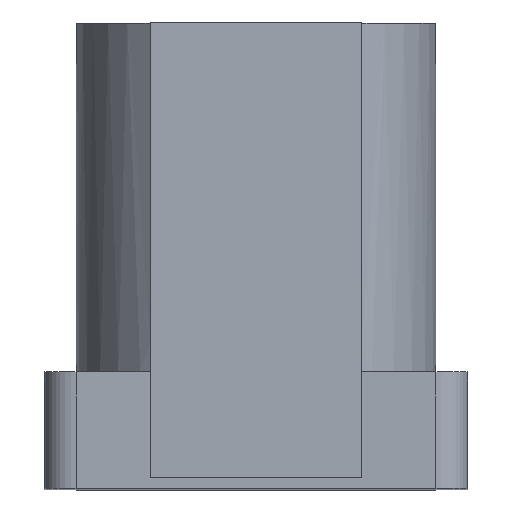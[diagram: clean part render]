
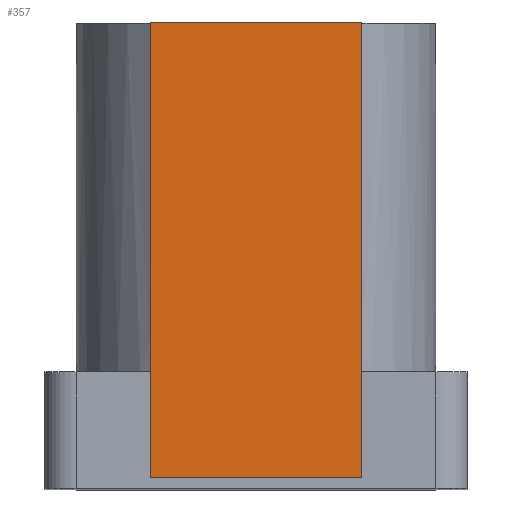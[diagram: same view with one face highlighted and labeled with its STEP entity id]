
A CAD part, top view. The second image highlights one B-rep face of the part: STEP entity #357.
In plain terms, the highlighted planar face has unit normal (0, 0, 1).
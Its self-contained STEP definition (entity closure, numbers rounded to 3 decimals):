
#195=EDGE_CURVE('',#281,#289,#499,.T.);
#203=EDGE_CURVE('',#427,#289,#507,.T.);
#281=VERTEX_POINT('',#596);
#287=VERTEX_POINT('',#604);
#289=VERTEX_POINT('',#606);
#357=ADVANCED_FACE('',(#678),#679,.T.);
#359=EDGE_CURVE('',#287,#427,#681,.T.);
#427=VERTEX_POINT('',#759);
#449=EDGE_CURVE('',#287,#281,#782,.T.);
#499=LINE('',#835,#836);
#507=LINE('',#849,#850);
#596=CARTESIAN_POINT('',(5.0,0.5,40.0));
#604=CARTESIAN_POINT('',(5.0,22.0,40.0));
#606=CARTESIAN_POINT('',(-5.0,0.5,40.0));
#678=FACE_OUTER_BOUND('',#1074,.T.);
#679=PLANE('',#1075);
#681=LINE('',#1078,#1079);
#759=CARTESIAN_POINT('',(-5.0,22.0,40.0));
#782=LINE('',#1214,#1215);
#835=CARTESIAN_POINT('',(5.0,0.5,40.0));
#836=VECTOR('',#1253,1.0);
#849=CARTESIAN_POINT('',(-5.0,22.0,40.0));
#850=VECTOR('',#1256,1.0);
#1074=EDGE_LOOP('',(#1451,#1452,#1453,#1454));
#1075=AXIS2_PLACEMENT_3D('',#1455,#1456,#1457);
#1078=CARTESIAN_POINT('',(5.0,22.0,40.0));
#1079=VECTOR('',#1458,1.0);
#1214=CARTESIAN_POINT('',(5.0,22.0,40.0));
#1215=VECTOR('',#1587,1.0);
#1253=DIRECTION('',(-1.0,0.0,0.));
#1256=DIRECTION('',(0.0,-1.0,0.0));
#1451=ORIENTED_EDGE('',*,*,#203,.T.);
#1452=ORIENTED_EDGE('',*,*,#195,.F.);
#1453=ORIENTED_EDGE('',*,*,#449,.F.);
#1454=ORIENTED_EDGE('',*,*,#359,.T.);
#1455=CARTESIAN_POINT('',(5.0,22.0,40.0));
#1456=DIRECTION('',(0.,-0.0,1.0));
#1457=DIRECTION('',(0.0,1.0,0.0));
#1458=DIRECTION('',(-1.0,0.0,0.));
#1587=DIRECTION('',(0.0,-1.0,0.0));
